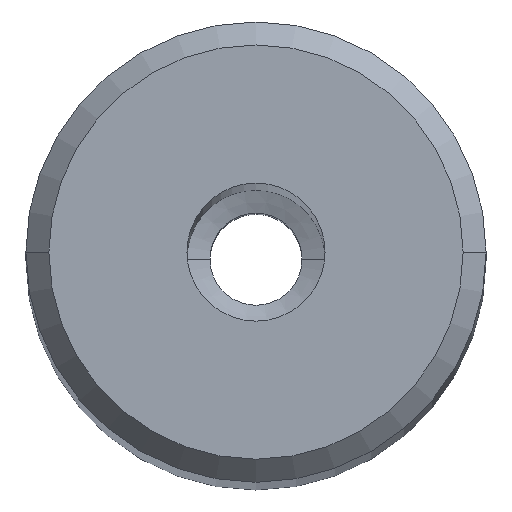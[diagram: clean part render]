
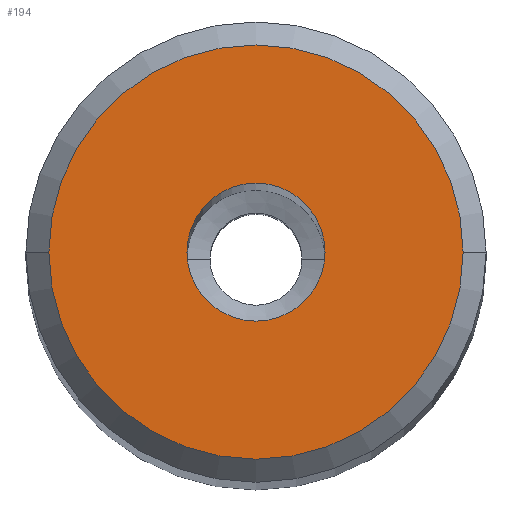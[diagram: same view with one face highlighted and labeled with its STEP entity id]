
A CAD part, top view. The second image highlights one B-rep face of the part: STEP entity #194.
In plain terms, the highlighted planar face has unit normal (0, 0, 1).
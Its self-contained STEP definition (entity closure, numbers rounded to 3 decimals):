
#110=VERTEX_POINT('NONE',#286);
#114=EDGE_CURVE('NONE',#206,#136,#290,.T.);
#122=EDGE_CURVE('NONE',#110,#214,#299,.T.);
#136=VERTEX_POINT('NONE',#315);
#184=EDGE_CURVE('NONE',#136,#206,#372,.T.);
#194=ADVANCED_FACE('NONE',(#384,#385),#386,.F.);
#206=VERTEX_POINT('NONE',#399);
#214=VERTEX_POINT('NONE',#408);
#262=EDGE_CURVE('NONE',#214,#110,#460,.T.);
#286=CARTESIAN_POINT('',(-4.5,0.0,97.0));
#290=CIRCLE('',#483,1.5);
#299=CIRCLE('',#495,4.5);
#315=CARTESIAN_POINT('',(1.5,0.0,97.0));
#372=CIRCLE('',#584,1.5);
#384=FACE_OUTER_BOUND('',#599,.T.);
#385=FACE_BOUND('',#600,.T.);
#386=PLANE('',#601);
#399=CARTESIAN_POINT('',(-1.5,0.,97.0));
#408=CARTESIAN_POINT('',(4.5,0.,97.0));
#460=CIRCLE('',#701,4.5);
#483=AXIS2_PLACEMENT_3D('',#710,#711,#712);
#495=AXIS2_PLACEMENT_3D('',#722,#723,#724);
#584=AXIS2_PLACEMENT_3D('',#821,#822,#823);
#599=EDGE_LOOP('',(#845,#846));
#600=EDGE_LOOP('',(#847,#848));
#601=AXIS2_PLACEMENT_3D('',#849,#850,#851);
#701=AXIS2_PLACEMENT_3D('',#935,#936,#937);
#710=CARTESIAN_POINT('',(0.0,0.0,97.0));
#711=DIRECTION('',(0.0,0.0,1.0));
#712=DIRECTION('',(1.0,0.0,0.0));
#722=CARTESIAN_POINT('',(0.0,0.0,97.0));
#723=DIRECTION('',(0.0,0.0,1.0));
#724=DIRECTION('',(-1.0,0.0,0.0));
#821=CARTESIAN_POINT('',(0.0,0.0,97.0));
#822=DIRECTION('',(0.0,0.0,1.0));
#823=DIRECTION('',(1.0,0.0,0.0));
#845=ORIENTED_EDGE('',*,*,#122,.T.);
#846=ORIENTED_EDGE('',*,*,#262,.T.);
#847=ORIENTED_EDGE('',*,*,#184,.F.);
#848=ORIENTED_EDGE('',*,*,#114,.F.);
#849=CARTESIAN_POINT('',(0.0,5.,97.0));
#850=DIRECTION('',(0.0,0.0,-1.0));
#851=DIRECTION('',(0.0,1.0,0.0));
#935=CARTESIAN_POINT('',(0.0,0.0,97.0));
#936=DIRECTION('',(0.0,0.0,1.0));
#937=DIRECTION('',(-1.0,0.0,0.0));
